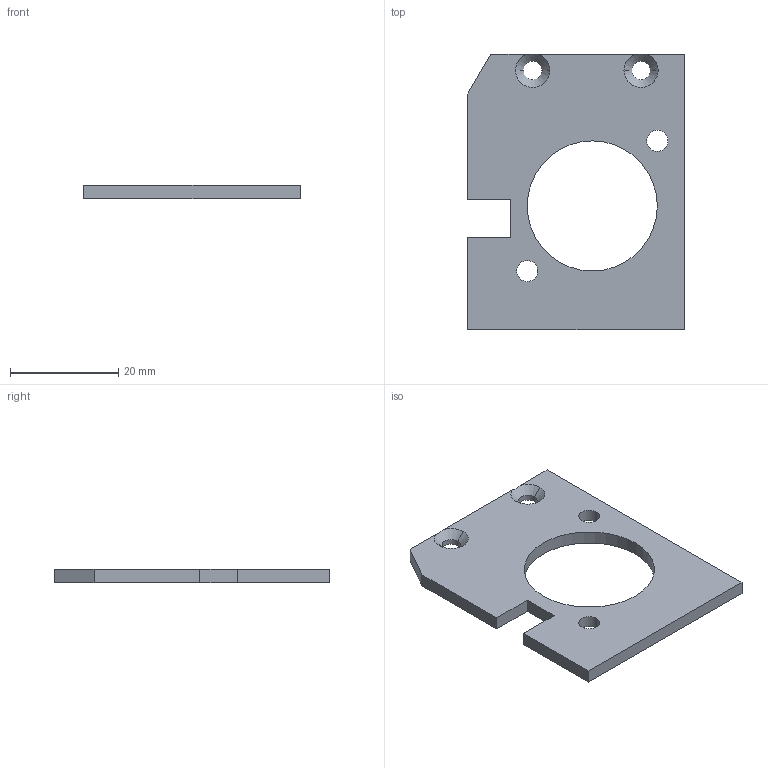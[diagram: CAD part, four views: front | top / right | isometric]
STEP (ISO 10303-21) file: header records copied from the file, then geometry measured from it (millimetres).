
FILE_DESCRIPTION (( 'STEP AP203' ), '1' );
FILE_NAME ('FanSide.STEP', '2024-09-10T18:11:46', ( '' ), ( '' ), 'SwSTEP 2.0', 'SolidWorks 2022', '' );
FILE_SCHEMA (( 'CONFIG_CONTROL_DESIGN' ));
Length unit declared in the file: millimetre
Products named in the file (1): FanSide
Bounding box: 40 x 50.85 x 2.5 mm (x, y, z)
Volume: 3640.2 mm3; surface area: 3708.5 mm2
Topology: 1 solids, 1 shells, 29 faces, 79 edges, 50 vertices
Faces by surface type: plane 11, cylinder 10, cone 8
Entity records: 1022 total; most frequent: CARTESIAN_POINT 169, DIRECTION 167, ORIENTED_EDGE 158, EDGE_CURVE 79, AXIS2_PLACEMENT_3D 60, VERTEX_POINT 50, LINE 47, VECTOR 47
